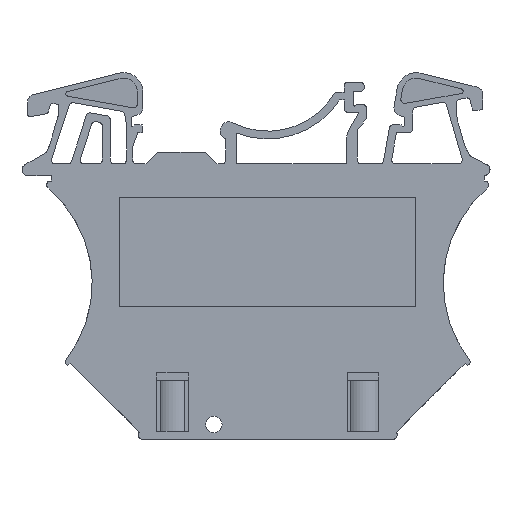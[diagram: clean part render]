
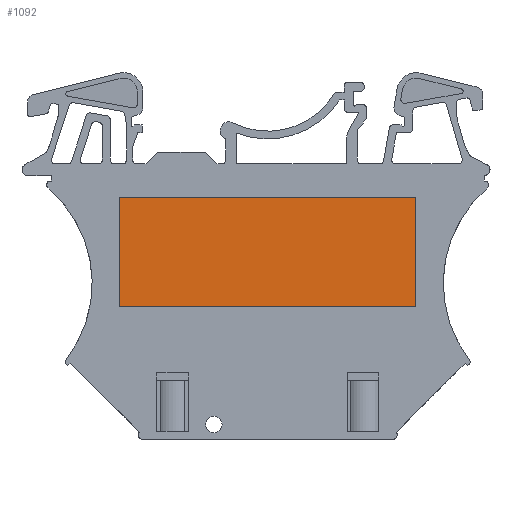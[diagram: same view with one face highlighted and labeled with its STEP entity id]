
A CAD part, front view. The second image highlights one B-rep face of the part: STEP entity #1092.
In plain terms, the highlighted planar face has unit normal (0, -1, 0).
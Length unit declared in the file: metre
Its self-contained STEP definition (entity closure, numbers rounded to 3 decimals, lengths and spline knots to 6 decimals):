
#1092 = ADVANCED_FACE( 'NONE', ( #2196 ), #2197, .T. );
#2196 = FACE_OUTER_BOUND( '', #3293, .T. );
#2197 = PLANE( '', #3294 );
#3293 = EDGE_LOOP( '', ( #6268, #6269, #6270, #6271 ) );
#3294 = AXIS2_PLACEMENT_3D( '', #6272, #6273, #6274 );
#6268 = ORIENTED_EDGE( '', *, *, #7567, .T. );
#6269 = ORIENTED_EDGE( '', *, *, #7261, .T. );
#6270 = ORIENTED_EDGE( '', *, *, #6920, .T. );
#6271 = ORIENTED_EDGE( '', *, *, #6803, .T. );
#6272 = CARTESIAN_POINT( '', ( 0., 0.0002, 0. ) );
#6273 = DIRECTION( '', ( 0., -1., 0. ) );
#6274 = DIRECTION( '', ( 0., 0., -1. ) );
#6803 = EDGE_CURVE( 'NONE', #8550, #8555, #8557, .T. );
#6920 = EDGE_CURVE( 'NONE', #8740, #8550, #8743, .T. );
#7261 = EDGE_CURVE( 'NONE', #9251, #8740, #9254, .T. );
#7567 = EDGE_CURVE( 'NONE', #8555, #9251, #9637, .T. );
#8550 = VERTEX_POINT( 'NONE', #11399 );
#8555 = VERTEX_POINT( 'NONE', #11406 );
#8557 = LINE( '', #11409, #11410 );
#8740 = VERTEX_POINT( 'NONE', #11661 );
#8743 = LINE( '', #11666, #11667 );
#9251 = VERTEX_POINT( 'NONE', #12370 );
#9254 = LINE( '', #12375, #12376 );
#9637 = LINE( '', #12891, #12892 );
#11399 = CARTESIAN_POINT( '', ( -0.019, 0.0002, -0.003 ) );
#11406 = CARTESIAN_POINT( '', ( 0.019, 0.0002, -0.003 ) );
#11409 = CARTESIAN_POINT( '', ( -0.019, 0.0002, -0.003 ) );
#11410 = VECTOR( '', #13662, 1. );
#11661 = CARTESIAN_POINT( '', ( -0.019, 0.0002, 0.011 ) );
#11666 = CARTESIAN_POINT( '', ( -0.019, 0.0002, 0.011 ) );
#11667 = VECTOR( '', #13790, 1. );
#12370 = CARTESIAN_POINT( '', ( 0.019, 0.0002, 0.011 ) );
#12375 = CARTESIAN_POINT( '', ( 0.019, 0.0002, 0.011 ) );
#12376 = VECTOR( '', #14150, 1. );
#12891 = CARTESIAN_POINT( '', ( 0.019, 0.0002, -0.003 ) );
#12892 = VECTOR( '', #14499, 1. );
#13662 = DIRECTION( '', ( 1., 0., 0. ) );
#13790 = DIRECTION( '', ( 0., 0., -1. ) );
#14150 = DIRECTION( '', ( -1., 0., 0. ) );
#14499 = DIRECTION( '', ( 0., 0., 1. ) );
